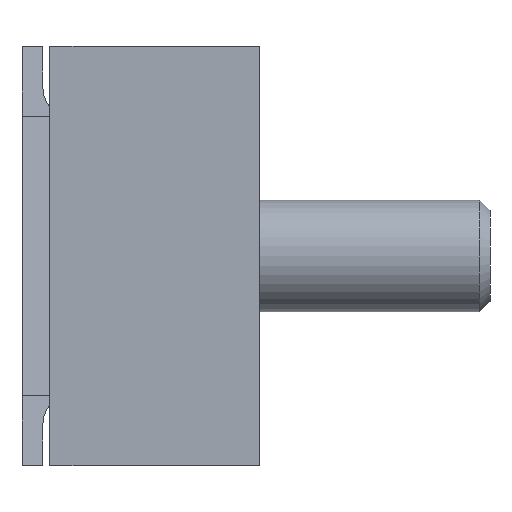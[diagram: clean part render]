
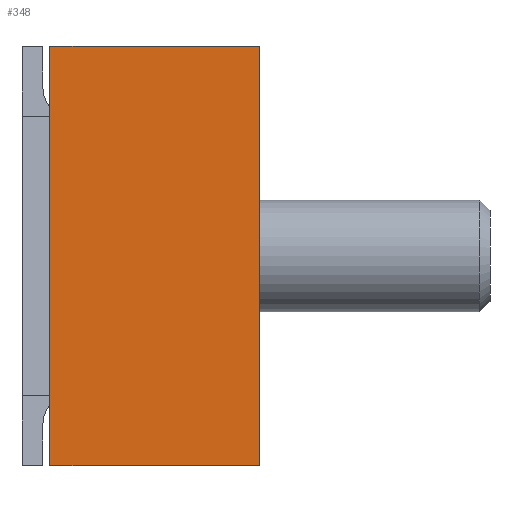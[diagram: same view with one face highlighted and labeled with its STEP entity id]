
A CAD part, left-side view. The second image highlights one B-rep face of the part: STEP entity #348.
In plain terms, the highlighted face is planar.
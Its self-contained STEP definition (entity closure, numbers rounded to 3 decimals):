
#348 = ADVANCED_FACE( '', ( #657 ), #658, .F. );
#657 = FACE_OUTER_BOUND( '', #987, .T. );
#658 = PLANE( '', #988 );
#987 = EDGE_LOOP( '', ( #1578, #1579, #1580, #1581 ) );
#988 = AXIS2_PLACEMENT_3D( '', #1582, #1583, #1584 );
#1578 = ORIENTED_EDGE( '', *, *, #2014, .T. );
#1579 = ORIENTED_EDGE( '', *, *, #1859, .F. );
#1580 = ORIENTED_EDGE( '', *, *, #2026, .F. );
#1581 = ORIENTED_EDGE( '', *, *, #2002, .T. );
#1582 = CARTESIAN_POINT( '', ( 15.1, 0., 15. ) );
#1583 = DIRECTION( '', ( -1., 0., 0. ) );
#1584 = DIRECTION( '', ( 0., 0., 1. ) );
#1859 = EDGE_CURVE( '', #2185, #2187, #2188, .T. );
#2002 = EDGE_CURVE( '', #2402, #2400, #2403, .T. );
#2014 = EDGE_CURVE( '', #2400, #2187, #2419, .T. );
#2026 = EDGE_CURVE( '', #2402, #2185, #2433, .T. );
#2185 = VERTEX_POINT( '', #2633 );
#2187 = VERTEX_POINT( '', #2636 );
#2188 = LINE( '', #2637, #2638 );
#2400 = VERTEX_POINT( '', #2923 );
#2402 = VERTEX_POINT( '', #2926 );
#2403 = LINE( '', #2927, #2928 );
#2419 = LINE( '', #2952, #2953 );
#2433 = LINE( '', #2972, #2973 );
#2633 = CARTESIAN_POINT( '', ( 15.1, 15., 15. ) );
#2636 = CARTESIAN_POINT( '', ( 15.1, 15., -15. ) );
#2637 = CARTESIAN_POINT( '', ( 15.1, 15., 15. ) );
#2638 = VECTOR( '', #3115, 1000. );
#2923 = CARTESIAN_POINT( '', ( 15.1, 0., -15. ) );
#2926 = CARTESIAN_POINT( '', ( 15.1, 0., 15. ) );
#2927 = CARTESIAN_POINT( '', ( 15.1, 0., 15. ) );
#2928 = VECTOR( '', #3271, 1000. );
#2952 = CARTESIAN_POINT( '', ( 15.1, 0., -15. ) );
#2953 = VECTOR( '', #3283, 1000. );
#2972 = CARTESIAN_POINT( '', ( 15.1, 0., 15. ) );
#2973 = VECTOR( '', #3298, 1000. );
#3115 = DIRECTION( '', ( 0., 0., -1. ) );
#3271 = DIRECTION( '', ( 0., 0., -1. ) );
#3283 = DIRECTION( '', ( 0., 1., 0. ) );
#3298 = DIRECTION( '', ( 0., 1., 0. ) );
